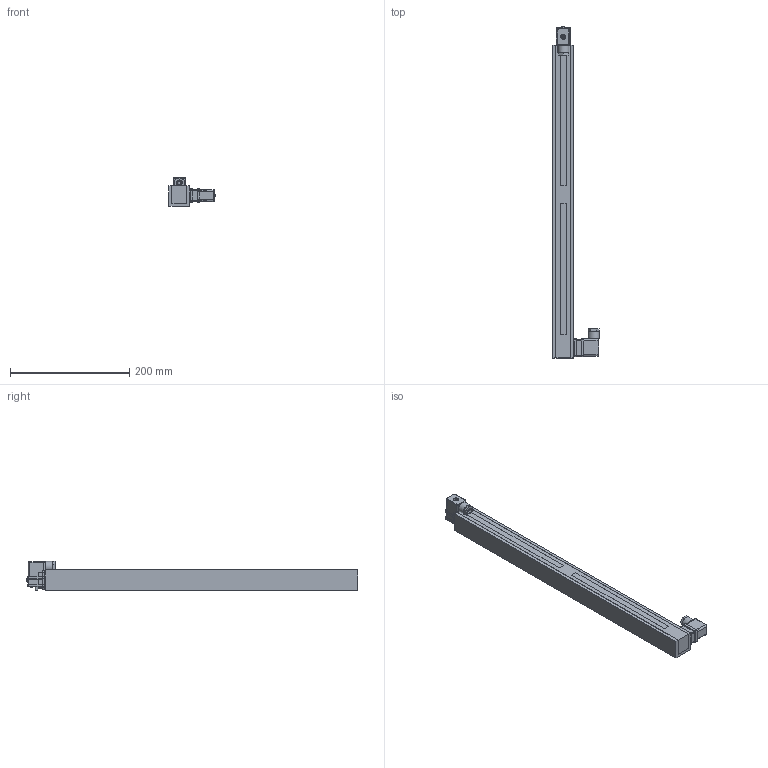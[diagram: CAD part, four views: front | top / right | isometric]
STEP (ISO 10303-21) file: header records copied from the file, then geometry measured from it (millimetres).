
FILE_DESCRIPTION( ( 'Unknown' ), '1' );
FILE_NAME( 'NAFSA_ERM500_35_C.stp', 'Unknown', ( 'Unknown' ), ( 'Unknown' ), 'PSStep 11.0', 'Unknown', ' ' );
FILE_SCHEMA( ( 'AUTOMOTIVE_DESIGN { 1 0 10303 214 1 1 1 1 }' ) );
Length unit declared in the file: millimetre
Products named in the file (17): Conector_DIN43650A_SB204; Assem1; Cto bcaja de bornas SB_204; Cto borna_SB204; Borna_XYSB; Tornillo borna XYSB; caja bornas_SB204_2PT; Conector_SB204; Goma tuerca_d7,7_D13,5_e7,5; Arandela goma_SB204; Tuerca conector _SB204; Tornillo fijación M3x30; Tornillo masa M3; Base conector_SB204_2PT; Tornillo M4 fijación base conector; Junta base conector_SB204; Cuerpo ERM500_35_S_C
Bounding box: 77.55 x 557.5 x 48.89 mm (x, y, z)
Volume: 1309490 mm3; surface area: 223820.7 mm2
Topology: 57 solids, 57 shells, 1538 faces, 3859 edges, 2548 vertices
Faces by surface type: plane 1083, cylinder 263, extrusion 106, torus 71, cone 15
Full cylindrical faces by diameter (mm): 1.7 x3, 1.76 x6, 2.459 x17, 2.5 x11, 3 x21, 3.75 x11, 4 x11, 4.5 x4, 4.917 x20, 5.2 x3, 5.3 x3, 5.5 x3, 5.859 x3, 6 x3, 6.7 x3, 6.8 x3, 8.3 x3, 8.4 x3, 10 x3, 11 x3, 11.8 x3, 11.835 x3, 13.3 x6, 15 x3, 18.5 x3
Entity records: 18780 total; most frequent: CARTESIAN_POINT 3863, ORIENTED_EDGE 2270, DIRECTION 1924, EDGE_CURVE 1135, VERTEX_POINT 776, VECTOR 660, AXIS2_PLACEMENT_3D 632, EDGE_LOOP 611
